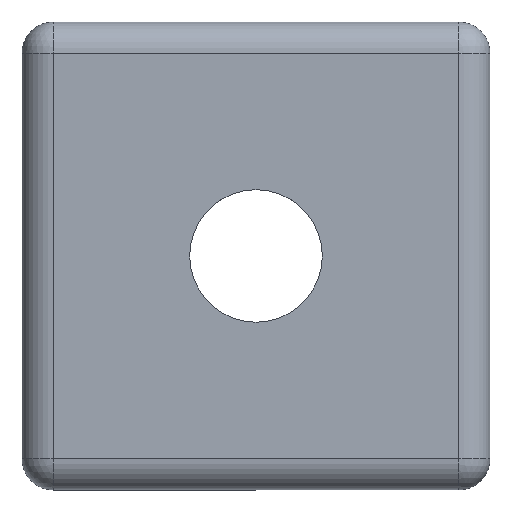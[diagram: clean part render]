
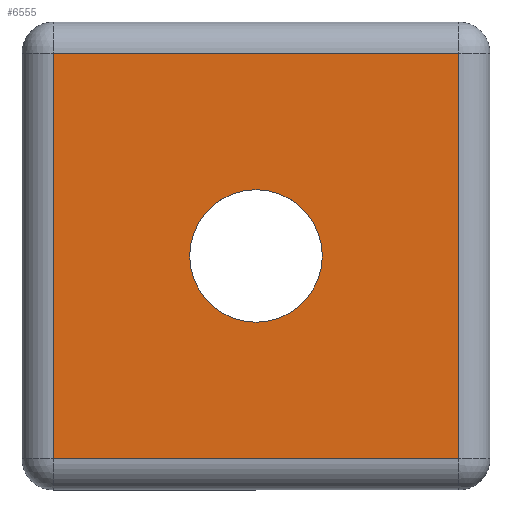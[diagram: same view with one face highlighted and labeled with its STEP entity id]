
A CAD part, top view. The second image highlights one B-rep face of the part: STEP entity #6555.
In plain terms, the highlighted planar face has unit normal (0, 0, 1).
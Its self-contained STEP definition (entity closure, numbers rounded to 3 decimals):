
#525 = CIRCLE ( 'NONE', #6384, 4.25 ) ;
#595 = VERTEX_POINT ( 'NONE', #2323 ) ;
#688 = DIRECTION ( 'NONE',  ( 1., 0., 0. ) ) ;
#1086 = EDGE_LOOP ( 'NONE', ( #5877, #9377 ) ) ;
#1111 = CARTESIAN_POINT ( 'NONE',  ( 0., 0., 3. ) ) ;
#1118 = ORIENTED_EDGE ( 'NONE', *, *, #4425, .T. ) ;
#1293 = VECTOR ( 'NONE', #9443, 1000. ) ;
#1549 = VERTEX_POINT ( 'NONE', #5854 ) ;
#1605 = CARTESIAN_POINT ( 'NONE',  ( -13., -13., 3. ) ) ;
#1851 = DIRECTION ( 'NONE',  ( 1., 0., 0. ) ) ;
#2061 = VERTEX_POINT ( 'NONE', #5735 ) ;
#2191 = DIRECTION ( 'NONE',  ( -1., 0., 0. ) ) ;
#2323 = CARTESIAN_POINT ( 'NONE',  ( -13., 13., 3. ) ) ;
#2339 = CARTESIAN_POINT ( 'NONE',  ( 13., 13., 3. ) ) ;
#2405 = EDGE_CURVE ( 'NONE', #6674, #5368, #4195, .T. ) ;
#2566 = ORIENTED_EDGE ( 'NONE', *, *, #3304, .T. ) ;
#2693 = AXIS2_PLACEMENT_3D ( 'NONE', #7305, #4371, #9559 ) ;
#2749 = CARTESIAN_POINT ( 'NONE',  ( -13., -13., 3. ) ) ;
#2837 = DIRECTION ( 'NONE',  ( 1., 0., 0. ) ) ;
#3304 = EDGE_CURVE ( 'NONE', #2061, #595, #3952, .T. ) ;
#3952 = LINE ( 'NONE', #5143, #4640 ) ;
#4195 = LINE ( 'NONE', #7228, #4431 ) ;
#4371 = DIRECTION ( 'NONE',  ( 0., 0., 1. ) ) ;
#4425 = EDGE_CURVE ( 'NONE', #595, #6674, #9138, .T. ) ;
#4431 = VECTOR ( 'NONE', #2837, 1000. ) ;
#4640 = VECTOR ( 'NONE', #2191, 1000. ) ;
#5101 = DIRECTION ( 'NONE',  ( 0., 0., 1. ) ) ;
#5143 = CARTESIAN_POINT ( 'NONE',  ( -13., 13., 3. ) ) ;
#5368 = VERTEX_POINT ( 'NONE', #7957 ) ;
#5484 = CIRCLE ( 'NONE', #5558, 4.25 ) ;
#5558 = AXIS2_PLACEMENT_3D ( 'NONE', #9540, #5101, #688 ) ;
#5578 = FACE_OUTER_BOUND ( 'NONE', #6132, .T. ) ;
#5632 = EDGE_CURVE ( 'NONE', #1549, #8353, #525, .T. ) ;
#5735 = CARTESIAN_POINT ( 'NONE',  ( 13., 13., 3. ) ) ;
#5854 = CARTESIAN_POINT ( 'NONE',  ( 4.25, 0., 3. ) ) ;
#5877 = ORIENTED_EDGE ( 'NONE', *, *, #8564, .F. ) ;
#6055 = VECTOR ( 'NONE', #7473, 1000. ) ;
#6132 = EDGE_LOOP ( 'NONE', ( #7536, #7085, #2566, #1118 ) ) ;
#6241 = DIRECTION ( 'NONE',  ( 0., 0., 1. ) ) ;
#6384 = AXIS2_PLACEMENT_3D ( 'NONE', #1111, #6241, #1851 ) ;
#6555 = ADVANCED_FACE ( 'NONE', ( #5578, #7558 ), #8051, .T. ) ;
#6674 = VERTEX_POINT ( 'NONE', #1605 ) ;
#7085 = ORIENTED_EDGE ( 'NONE', *, *, #8742, .T. ) ;
#7228 = CARTESIAN_POINT ( 'NONE',  ( 13., -13., 3. ) ) ;
#7305 = CARTESIAN_POINT ( 'NONE',  ( 13., 13., 3. ) ) ;
#7473 = DIRECTION ( 'NONE',  ( 0., 1., 0. ) ) ;
#7533 = CARTESIAN_POINT ( 'NONE',  ( -4.25, 0., 3. ) ) ;
#7536 = ORIENTED_EDGE ( 'NONE', *, *, #2405, .T. ) ;
#7558 = FACE_BOUND ( 'NONE', #1086, .T. ) ;
#7957 = CARTESIAN_POINT ( 'NONE',  ( 13., -13., 3. ) ) ;
#8031 = LINE ( 'NONE', #2339, #6055 ) ;
#8051 = PLANE ( 'NONE',  #2693 ) ;
#8353 = VERTEX_POINT ( 'NONE', #7533 ) ;
#8564 = EDGE_CURVE ( 'NONE', #8353, #1549, #5484, .T. ) ;
#8742 = EDGE_CURVE ( 'NONE', #5368, #2061, #8031, .T. ) ;
#9138 = LINE ( 'NONE', #2749, #1293 ) ;
#9377 = ORIENTED_EDGE ( 'NONE', *, *, #5632, .F. ) ;
#9443 = DIRECTION ( 'NONE',  ( 0., -1., 0. ) ) ;
#9540 = CARTESIAN_POINT ( 'NONE',  ( 0., 0., 3. ) ) ;
#9559 = DIRECTION ( 'NONE',  ( 1., 0., 0. ) ) ;
